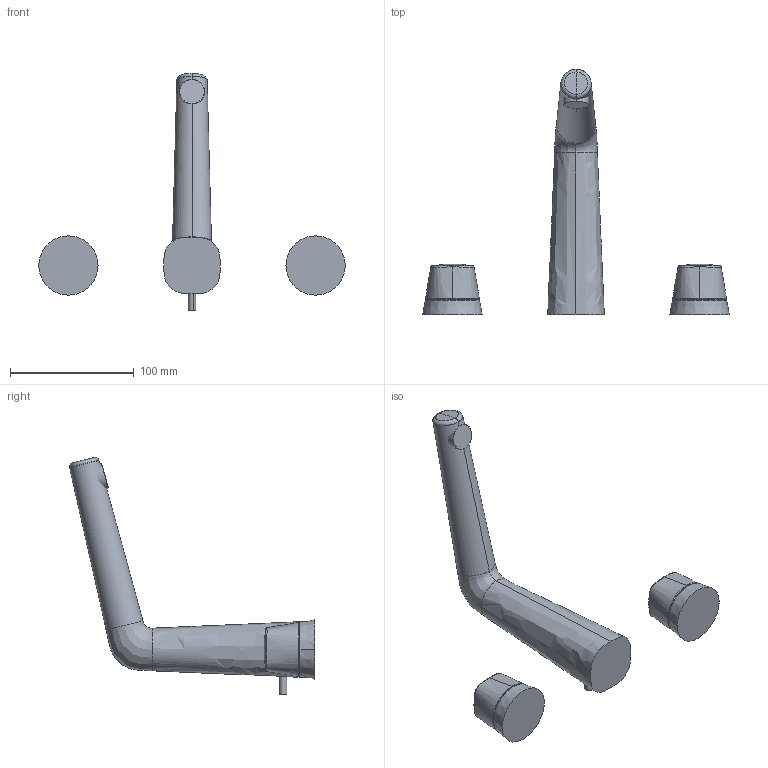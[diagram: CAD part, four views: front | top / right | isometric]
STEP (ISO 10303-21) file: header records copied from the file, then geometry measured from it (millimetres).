
FILE_DESCRIPTION (( 'STEP AP203' ), '1' );
FILE_NAME ('3055(2017)+51052183.STEP', '2018-05-24T07:24:18', ( '' ), ( '' ), 'SwSTEP 2.0', 'SolidWorks 2016', '' );
FILE_SCHEMA (( 'CONFIG_CONTROL_DESIGN' ));
Length unit declared in the file: millimetre
Products named in the file (1): 3055(2017)+51052183
Bounding box: 248 x 198.38 x 191.94 mm (x, y, z)
Volume: 406992.1 mm3; surface area: 60461.1 mm2
Topology: 7 solids, 7 shells, 76 faces, 154 edges, 96 vertices
Faces by surface type: bspline 28, cylinder 18, plane 18, torus 6, cone 4, sphere 2
Entity records: 11355 total; most frequent: CARTESIAN_POINT 9878, ORIENTED_EDGE 308, DIRECTION 235, EDGE_CURVE 154, AXIS2_PLACEMENT_3D 97, VERTEX_POINT 96, EDGE_LOOP 80, FACE_OUTER_BOUND 76
